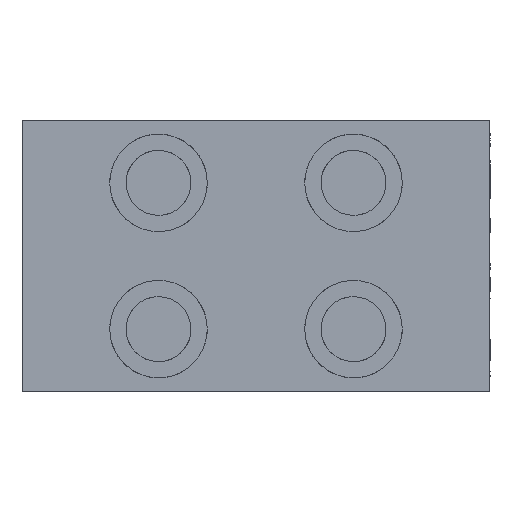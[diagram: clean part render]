
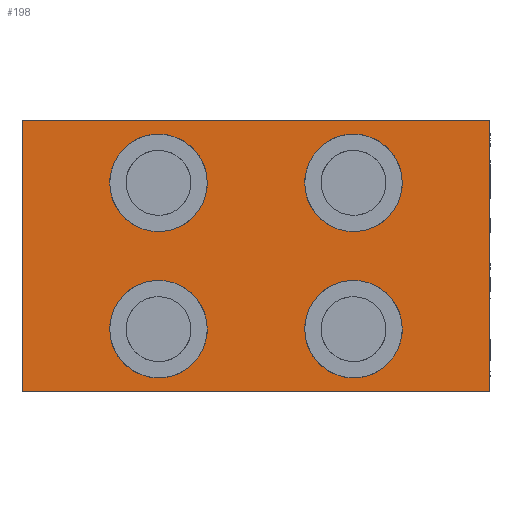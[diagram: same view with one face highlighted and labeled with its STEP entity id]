
A CAD part, front view. The second image highlights one B-rep face of the part: STEP entity #198.
In plain terms, the highlighted planar face has unit normal (0, -1, 0).
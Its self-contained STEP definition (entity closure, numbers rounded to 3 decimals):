
#50=FACE_BOUND($,#789,.T.);
#51=FACE_BOUND($,#790,.T.);
#52=FACE_BOUND($,#791,.T.);
#53=FACE_BOUND($,#792,.T.);
#198=ADVANCED_FACE($,(#476,#50,#51,#52,#53),#3795,.T.);
#476=FACE_OUTER_BOUND($,#788,.T.);
#788=EDGE_LOOP($,(#1642,#1643,#1644,#1645));
#789=EDGE_LOOP($,(#1646,#1647));
#790=EDGE_LOOP($,(#1648,#1649));
#791=EDGE_LOOP($,(#1650,#1651));
#792=EDGE_LOOP($,(#1652,#1653));
#1642=ORIENTED_EDGE($,*,*,#2731,.T.);
#1643=ORIENTED_EDGE($,*,*,#2655,.T.);
#1644=ORIENTED_EDGE($,*,*,#2687,.F.);
#1645=ORIENTED_EDGE($,*,*,#2744,.F.);
#1646=ORIENTED_EDGE($,*,*,#2746,.F.);
#1647=ORIENTED_EDGE($,*,*,#2745,.F.);
#1648=ORIENTED_EDGE($,*,*,#2747,.F.);
#1649=ORIENTED_EDGE($,*,*,#2748,.F.);
#1650=ORIENTED_EDGE($,*,*,#2749,.F.);
#1651=ORIENTED_EDGE($,*,*,#2750,.F.);
#1652=ORIENTED_EDGE($,*,*,#2751,.F.);
#1653=ORIENTED_EDGE($,*,*,#2752,.F.);
#2655=EDGE_CURVE($,#3259,#3260,#4393,.T.);
#2687=EDGE_CURVE($,#3289,#3260,#4398,.T.);
#2731=EDGE_CURVE($,#3330,#3259,#4402,.T.);
#2744=EDGE_CURVE($,#3330,#3289,#4407,.T.);
#2745=EDGE_CURVE($,#3342,#3343,#4026,.T.);
#2746=EDGE_CURVE($,#3343,#3342,#4027,.T.);
#2747=EDGE_CURVE($,#3344,#3345,#4028,.T.);
#2748=EDGE_CURVE($,#3345,#3344,#4029,.T.);
#2749=EDGE_CURVE($,#3346,#3347,#4030,.T.);
#2750=EDGE_CURVE($,#3347,#3346,#4031,.T.);
#2751=EDGE_CURVE($,#3348,#3349,#4032,.T.);
#2752=EDGE_CURVE($,#3349,#3348,#4033,.T.);
#3259=VERTEX_POINT($,#9338);
#3260=VERTEX_POINT($,#9339);
#3289=VERTEX_POINT($,#9368);
#3330=VERTEX_POINT($,#9409);
#3342=VERTEX_POINT($,#9421);
#3343=VERTEX_POINT($,#9422);
#3344=VERTEX_POINT($,#9423);
#3345=VERTEX_POINT($,#9424);
#3346=VERTEX_POINT($,#9425);
#3347=VERTEX_POINT($,#9426);
#3348=VERTEX_POINT($,#9427);
#3349=VERTEX_POINT($,#9428);
#3795=PLANE($,#4695);
#4026=(
BOUNDED_CURVE()
B_SPLINE_CURVE(2,(#6951,#6952,#6953,#6954,#6955),.UNSPECIFIED.,.F.,.F.)
B_SPLINE_CURVE_WITH_KNOTS((3,2,3),(-3.142,-1.571,0.),
.UNSPECIFIED.)
CURVE()
GEOMETRIC_REPRESENTATION_ITEM()
RATIONAL_B_SPLINE_CURVE((1.,0.707,1.,0.707,1.))
REPRESENTATION_ITEM($)
);
#4027=(
BOUNDED_CURVE()
B_SPLINE_CURVE(2,(#6956,#6957,#6958,#6959,#6960),.UNSPECIFIED.,.F.,.F.)
B_SPLINE_CURVE_WITH_KNOTS((3,2,3),(-6.283,-4.712,-3.142),
.UNSPECIFIED.)
CURVE()
GEOMETRIC_REPRESENTATION_ITEM()
RATIONAL_B_SPLINE_CURVE((1.,0.707,1.,0.707,1.))
REPRESENTATION_ITEM($)
);
#4028=(
BOUNDED_CURVE()
B_SPLINE_CURVE(2,(#6961,#6962,#6963,#6964,#6965),.UNSPECIFIED.,.F.,.F.)
B_SPLINE_CURVE_WITH_KNOTS((3,2,3),(-3.142,-1.571,0.),
.UNSPECIFIED.)
CURVE()
GEOMETRIC_REPRESENTATION_ITEM()
RATIONAL_B_SPLINE_CURVE((1.,0.707,1.,0.707,1.))
REPRESENTATION_ITEM($)
);
#4029=(
BOUNDED_CURVE()
B_SPLINE_CURVE(2,(#6966,#6967,#6968,#6969,#6970),.UNSPECIFIED.,.F.,.F.)
B_SPLINE_CURVE_WITH_KNOTS((3,2,3),(-6.283,-4.712,-3.142),
.UNSPECIFIED.)
CURVE()
GEOMETRIC_REPRESENTATION_ITEM()
RATIONAL_B_SPLINE_CURVE((1.,0.707,1.,0.707,1.))
REPRESENTATION_ITEM($)
);
#4030=(
BOUNDED_CURVE()
B_SPLINE_CURVE(2,(#6971,#6972,#6973,#6974,#6975),.UNSPECIFIED.,.F.,.F.)
B_SPLINE_CURVE_WITH_KNOTS((3,2,3),(-3.142,-1.571,0.),
.UNSPECIFIED.)
CURVE()
GEOMETRIC_REPRESENTATION_ITEM()
RATIONAL_B_SPLINE_CURVE((1.,0.707,1.,0.707,1.))
REPRESENTATION_ITEM($)
);
#4031=(
BOUNDED_CURVE()
B_SPLINE_CURVE(2,(#6976,#6977,#6978,#6979,#6980),.UNSPECIFIED.,.F.,.F.)
B_SPLINE_CURVE_WITH_KNOTS((3,2,3),(-6.283,-4.712,-3.142),
.UNSPECIFIED.)
CURVE()
GEOMETRIC_REPRESENTATION_ITEM()
RATIONAL_B_SPLINE_CURVE((1.,0.707,1.,0.707,1.))
REPRESENTATION_ITEM($)
);
#4032=(
BOUNDED_CURVE()
B_SPLINE_CURVE(2,(#6981,#6982,#6983,#6984,#6985),.UNSPECIFIED.,.F.,.F.)
B_SPLINE_CURVE_WITH_KNOTS((3,2,3),(-3.142,-1.571,0.),
.UNSPECIFIED.)
CURVE()
GEOMETRIC_REPRESENTATION_ITEM()
RATIONAL_B_SPLINE_CURVE((1.,0.707,1.,0.707,1.))
REPRESENTATION_ITEM($)
);
#4033=(
BOUNDED_CURVE()
B_SPLINE_CURVE(2,(#6986,#6987,#6988,#6989,#6990),.UNSPECIFIED.,.F.,.F.)
B_SPLINE_CURVE_WITH_KNOTS((3,2,3),(-6.283,-4.712,-3.142),
.UNSPECIFIED.)
CURVE()
GEOMETRIC_REPRESENTATION_ITEM()
RATIONAL_B_SPLINE_CURVE((1.,0.707,1.,0.707,1.))
REPRESENTATION_ITEM($)
);
#4393=B_SPLINE_CURVE_WITH_KNOTS($,1,(#6586,#6587),.UNSPECIFIED.,.F.,.F.,
(2,2),(-34.75,34.75),.UNSPECIFIED.);
#4398=B_SPLINE_CURVE_WITH_KNOTS($,1,(#6707,#6708),.UNSPECIFIED.,.F.,.F.,
(2,2),(-60.,60.),.UNSPECIFIED.);
#4402=B_SPLINE_CURVE_WITH_KNOTS($,1,(#6907,#6908),.UNSPECIFIED.,.F.,.F.,
(2,2),(-60.,60.),.UNSPECIFIED.);
#4407=B_SPLINE_CURVE_WITH_KNOTS($,1,(#6949,#6950),.UNSPECIFIED.,.F.,.F.,
(2,2),(-34.75,34.75),.UNSPECIFIED.);
#4695=AXIS2_PLACEMENT_3D($,#8074,#4810,$);
#4810=DIRECTION($,(0.,-1.,0.));
#6586=CARTESIAN_POINT($,(474.5,0.,45.));
#6587=CARTESIAN_POINT($,(474.5,0.,114.5));
#6707=CARTESIAN_POINT($,(354.5,0.,114.5));
#6708=CARTESIAN_POINT($,(474.5,0.,114.5));
#6907=CARTESIAN_POINT($,(354.5,0.,45.));
#6908=CARTESIAN_POINT($,(474.5,0.,45.));
#6949=CARTESIAN_POINT($,(354.5,0.,45.));
#6950=CARTESIAN_POINT($,(354.5,0.,114.5));
#6951=CARTESIAN_POINT($,(377.,0.,98.5));
#6952=CARTESIAN_POINT($,(377.,0.,86.));
#6953=CARTESIAN_POINT($,(389.5,0.,86.));
#6954=CARTESIAN_POINT($,(402.,0.,86.));
#6955=CARTESIAN_POINT($,(402.,0.,98.5));
#6956=CARTESIAN_POINT($,(402.,0.,98.5));
#6957=CARTESIAN_POINT($,(402.,0.,111.));
#6958=CARTESIAN_POINT($,(389.5,0.,111.));
#6959=CARTESIAN_POINT($,(377.,0.,111.));
#6960=CARTESIAN_POINT($,(377.,0.,98.5));
#6961=CARTESIAN_POINT($,(427.,0.,61.));
#6962=CARTESIAN_POINT($,(427.,0.,48.5));
#6963=CARTESIAN_POINT($,(439.5,0.,48.5));
#6964=CARTESIAN_POINT($,(452.,0.,48.5));
#6965=CARTESIAN_POINT($,(452.,0.,61.));
#6966=CARTESIAN_POINT($,(452.,0.,61.));
#6967=CARTESIAN_POINT($,(452.,0.,73.5));
#6968=CARTESIAN_POINT($,(439.5,0.,73.5));
#6969=CARTESIAN_POINT($,(427.,0.,73.5));
#6970=CARTESIAN_POINT($,(427.,0.,61.));
#6971=CARTESIAN_POINT($,(377.,0.,61.));
#6972=CARTESIAN_POINT($,(377.,0.,48.5));
#6973=CARTESIAN_POINT($,(389.5,0.,48.5));
#6974=CARTESIAN_POINT($,(402.,0.,48.5));
#6975=CARTESIAN_POINT($,(402.,0.,61.));
#6976=CARTESIAN_POINT($,(402.,0.,61.));
#6977=CARTESIAN_POINT($,(402.,0.,73.5));
#6978=CARTESIAN_POINT($,(389.5,0.,73.5));
#6979=CARTESIAN_POINT($,(377.,0.,73.5));
#6980=CARTESIAN_POINT($,(377.,0.,61.));
#6981=CARTESIAN_POINT($,(427.,0.,98.5));
#6982=CARTESIAN_POINT($,(427.,0.,86.));
#6983=CARTESIAN_POINT($,(439.5,0.,86.));
#6984=CARTESIAN_POINT($,(452.,0.,86.));
#6985=CARTESIAN_POINT($,(452.,0.,98.5));
#6986=CARTESIAN_POINT($,(452.,0.,98.5));
#6987=CARTESIAN_POINT($,(452.,0.,111.));
#6988=CARTESIAN_POINT($,(439.5,0.,111.));
#6989=CARTESIAN_POINT($,(427.,0.,111.));
#6990=CARTESIAN_POINT($,(427.,0.,98.5));
#8074=CARTESIAN_POINT($,(354.5,0.,45.));
#9338=CARTESIAN_POINT($,(474.5,0.,45.));
#9339=CARTESIAN_POINT($,(474.5,0.,114.5));
#9368=CARTESIAN_POINT($,(354.5,0.,114.5));
#9409=CARTESIAN_POINT($,(354.5,0.,45.));
#9421=CARTESIAN_POINT($,(377.,0.,98.5));
#9422=CARTESIAN_POINT($,(402.,0.,98.5));
#9423=CARTESIAN_POINT($,(427.,0.,61.));
#9424=CARTESIAN_POINT($,(452.,0.,61.));
#9425=CARTESIAN_POINT($,(377.,0.,61.));
#9426=CARTESIAN_POINT($,(402.,0.,61.));
#9427=CARTESIAN_POINT($,(427.,0.,98.5));
#9428=CARTESIAN_POINT($,(452.,0.,98.5));
